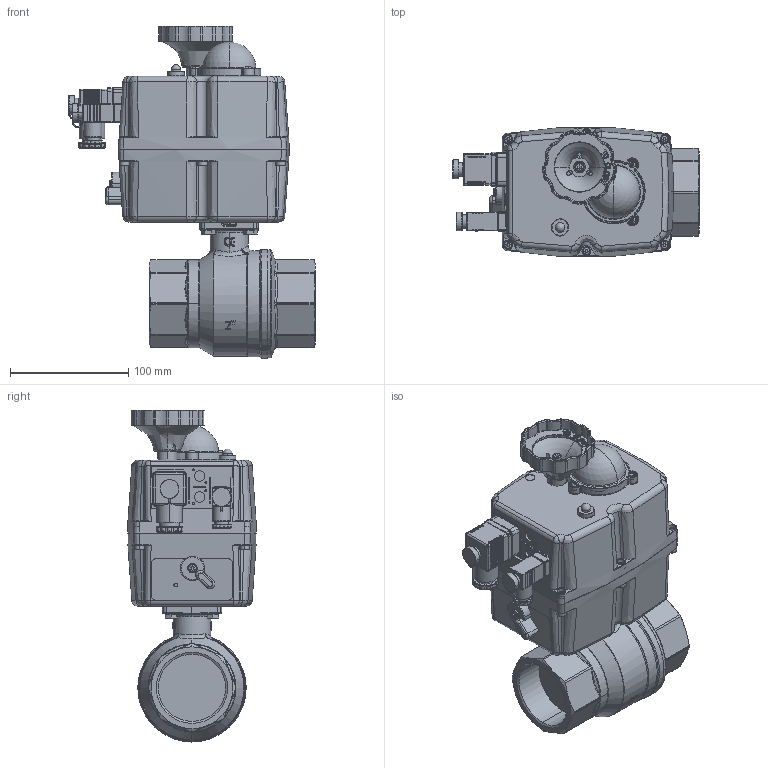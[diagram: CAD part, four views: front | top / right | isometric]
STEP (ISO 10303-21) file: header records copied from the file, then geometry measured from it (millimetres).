
FILE_DESCRIPTION(('HOOPS Exchange Step'),'2;1');
FILE_NAME('EK01_DN50.stp','2025-05-12T15:27:00+02:00',('nieru'),('Unknown organisation'),'HOOPS Exchange 2024.2','HOOPS Exchange','Unknown authorisation');
FILE_SCHEMA( ('AP203_CONFIGURATION_CONTROLLED_3D_DESIGN_OF_MECHANICAL_PARTS_AND_ASSEMBLIES_MIM_LF') );
Length unit declared in the file: millimetre
Products named in the file (3): 0; root
Assembly tree (2 placements, depth 3):
  root
    0
      0
Bounding box: 207.83 x 108.75 x 280.2 mm (x, y, z)
Volume: 2250803 mm3; surface area: 270728 mm2
Topology: 45 solids, 45 shells, 3546 faces, 8866 edges, 5433 vertices
Faces by surface type: cylinder 1153, plane 804, bspline 772, torus 617, cone 155, sphere 45
Full cylindrical faces by diameter (mm): 2.204 x3, 7.825 x1, 11 x1, 11.516 x1, 14 x1, 14.894 x1, 16.5 x1, 30 x1, 45 x1
Entity records: 183750 total; most frequent: CARTESIAN_POINT 109976, ORIENTED_EDGE 17592, DIRECTION 12009, EDGE_CURVE 8796, VERTEX_POINT 5433, AXIS2_PLACEMENT_3D 4989, B_SPLINE_CURVE_WITH_KNOTS 3985, EDGE_LOOP 3729
